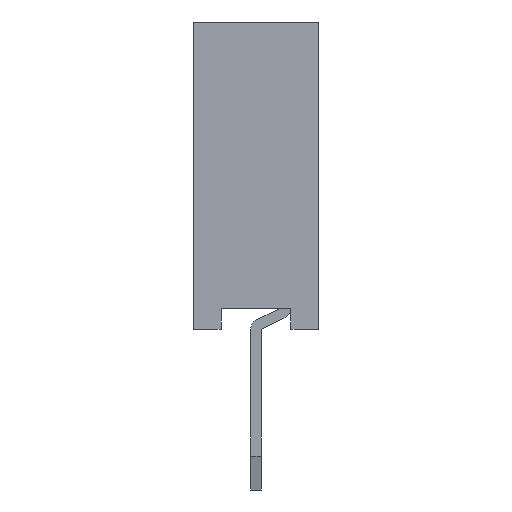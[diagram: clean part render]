
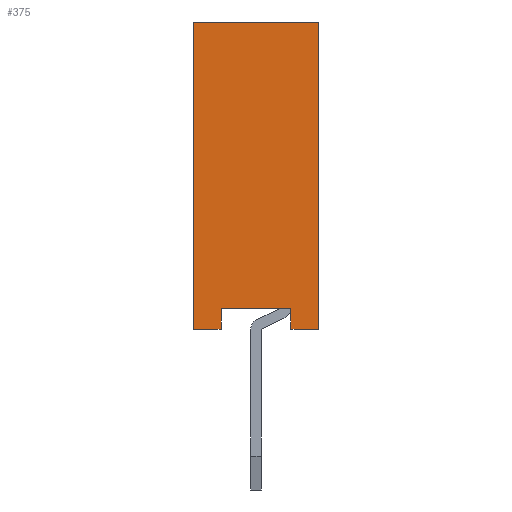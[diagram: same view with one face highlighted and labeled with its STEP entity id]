
A CAD part, left-side view. The second image highlights one B-rep face of the part: STEP entity #375.
In plain terms, the highlighted planar face has unit normal (-1, 0, 0).
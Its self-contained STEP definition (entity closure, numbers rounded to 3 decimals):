
#375=ADVANCED_FACE('',(#14399),#14401,.T.);
#14399=FACE_BOUND('',#14400,.T.);
#14400=EDGE_LOOP('',(#25595,#25596,#25597,#25598,#25599,#25600,#25601,#25602));
#14401=PLANE('',#14402);
#14402=AXIS2_PLACEMENT_3D('',#14403,#14404,#14405);
#14403=CARTESIAN_POINT('',(-0.635,0.9,0.));
#14404=DIRECTION('',(-1.,0.,0.));
#14405=DIRECTION('',(0.,-1.,0.));
#25595=ORIENTED_EDGE('',*,*,#33612,.T.);
#25596=ORIENTED_EDGE('',*,*,#33827,.T.);
#25597=ORIENTED_EDGE('',*,*,#33831,.T.);
#25598=ORIENTED_EDGE('',*,*,#33832,.F.);
#25599=ORIENTED_EDGE('',*,*,#33833,.F.);
#25600=ORIENTED_EDGE('',*,*,#33828,.T.);
#25601=ORIENTED_EDGE('',*,*,#33719,.T.);
#25602=ORIENTED_EDGE('',*,*,#33834,.T.);
#33612=EDGE_CURVE('',#37738,#37735,#37739,.F.);
#33719=EDGE_CURVE('',#37952,#37950,#37953,.F.);
#33827=EDGE_CURVE('',#37735,#38159,#38161,.T.);
#33828=EDGE_CURVE('',#38162,#37952,#38163,.T.);
#33831=EDGE_CURVE('',#38159,#38167,#38168,.T.);
#33832=EDGE_CURVE('',#38169,#38167,#38170,.T.);
#33833=EDGE_CURVE('',#38162,#38169,#38171,.T.);
#33834=EDGE_CURVE('',#37950,#37738,#38172,.T.);
#37735=VERTEX_POINT('',#44475);
#37738=VERTEX_POINT('',#44480);
#37739=LINE('',#44481,#44482);
#37950=VERTEX_POINT('',#44904);
#37952=VERTEX_POINT('',#44908);
#37953=LINE('',#44909,#44910);
#38159=VERTEX_POINT('',#45329);
#38161=LINE('',#45333,#45334);
#38162=VERTEX_POINT('',#45336);
#38163=LINE('',#45337,#45338);
#38167=VERTEX_POINT('',#45347);
#38168=LINE('',#45348,#45349);
#38169=VERTEX_POINT('',#45351);
#38170=LINE('',#45352,#45353);
#38171=LINE('',#45355,#45356);
#38172=LINE('',#45358,#45359);
#44475=CARTESIAN_POINT('',(-0.635,-0.5,0.));
#44480=CARTESIAN_POINT('',(-0.635,-0.5,0.3));
#44481=CARTESIAN_POINT('',(-0.635,-0.5,0.));
#44482=VECTOR('',#44483,1.);
#44483=DIRECTION('',(0.,0.,1.));
#44904=CARTESIAN_POINT('',(-0.635,0.5,0.3));
#44908=CARTESIAN_POINT('',(-0.635,0.5,0.));
#44909=CARTESIAN_POINT('',(-0.635,0.5,0.3));
#44910=VECTOR('',#44911,1.);
#44911=DIRECTION('',(0.,0.,-1.));
#45329=CARTESIAN_POINT('',(-0.635,-0.9,0.));
#45333=CARTESIAN_POINT('',(-0.635,-0.5,0.));
#45334=VECTOR('',#45335,1.);
#45335=DIRECTION('',(0.,-1.,0.));
#45336=CARTESIAN_POINT('',(-0.635,0.9,0.));
#45337=CARTESIAN_POINT('',(-0.635,0.9,0.));
#45338=VECTOR('',#45339,1.);
#45339=DIRECTION('',(0.,-1.,0.));
#45347=CARTESIAN_POINT('',(-0.635,-0.9,4.4));
#45348=CARTESIAN_POINT('',(-0.635,-0.9,0.));
#45349=VECTOR('',#45350,1.);
#45350=DIRECTION('',(0.,0.,1.));
#45351=CARTESIAN_POINT('',(-0.635,0.9,4.4));
#45352=CARTESIAN_POINT('',(-0.635,0.9,4.4));
#45353=VECTOR('',#45354,1.);
#45354=DIRECTION('',(0.,-1.,0.));
#45355=CARTESIAN_POINT('',(-0.635,0.9,0.));
#45356=VECTOR('',#45357,1.);
#45357=DIRECTION('',(0.,0.,1.));
#45358=CARTESIAN_POINT('',(-0.635,0.5,0.3));
#45359=VECTOR('',#45360,1.);
#45360=DIRECTION('',(0.,-1.,0.));
